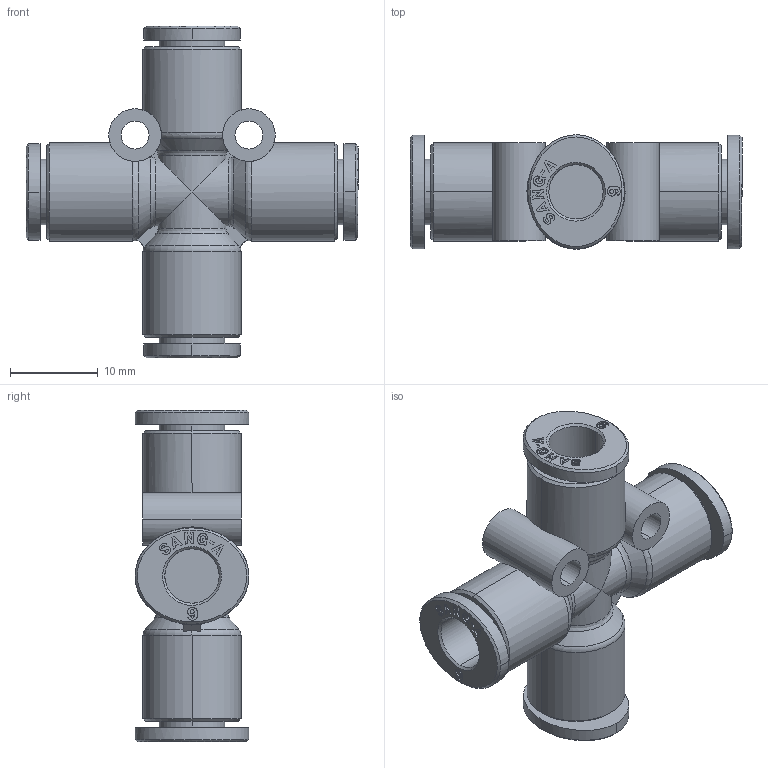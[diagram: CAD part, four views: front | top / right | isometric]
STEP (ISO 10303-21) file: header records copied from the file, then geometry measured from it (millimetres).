
FILE_DESCRIPTION((''),'2;1');
FILE_NAME('GPZA_06(3D).stp','2012-12-26T19:04:34',(''),(''),'Mechanical Desktop.R8.0.24.0','Mechanical Desktop.R8.0.24.0',', , ');
FILE_SCHEMA(('CONFIG_CONTROL_DESIGN'));
Length unit declared in the file: millimetre
Products named in the file (2): GPZA_06(3D); ºÎÇ°1
Assembly tree (1 placements, depth 2):
  GPZA_06(3D)
    ºÎÇ°1
Bounding box: 37.9 x 13 x 37.9 mm (x, y, z)
Volume: 4428 mm3; surface area: 4750.3 mm2
Topology: 1 solids, 1 shells, 930 faces, 2598 edges, 1722 vertices
Faces by surface type: plane 686, bspline 128, cylinder 84, cone 24, torus 8
Entity records: 33517 total; most frequent: CARTESIAN_POINT 9782, ORIENTED_EDGE 5196, DIRECTION 4514, EDGE_CURVE 2598, VECTOR 2074, LINE 2074, VERTEX_POINT 1722, AXIS2_PLACEMENT_3D 1220
